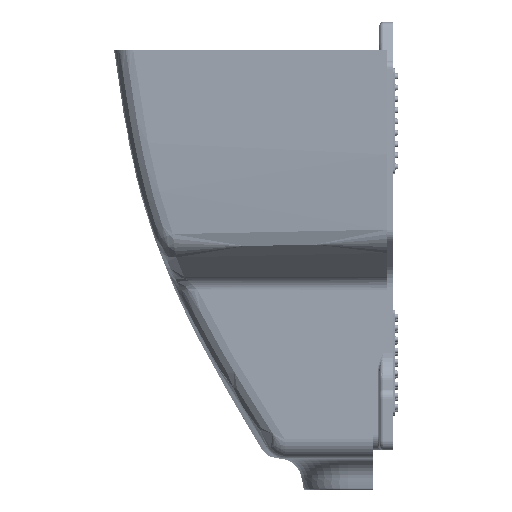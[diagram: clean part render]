
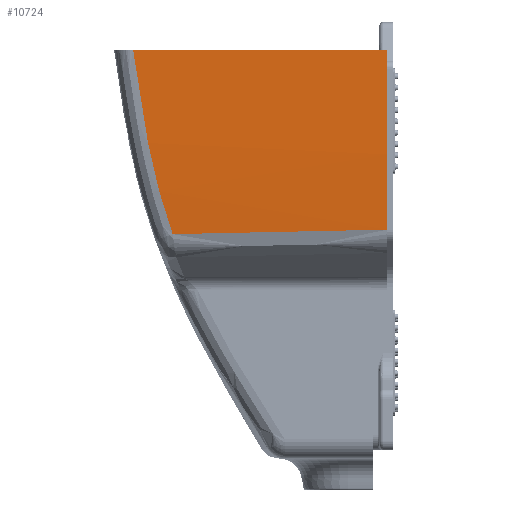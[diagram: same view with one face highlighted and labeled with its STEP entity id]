
A CAD part, left-side view. The second image highlights one B-rep face of the part: STEP entity #10724.
In plain terms, the highlighted free-form (B-spline) face has degree [1, 3] with [2, 5] control points.
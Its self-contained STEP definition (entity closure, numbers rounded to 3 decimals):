
#4538 = CARTESIAN_POINT ( 'NONE',  ( -100., 0., 0. ) ) ;
#5149 = CARTESIAN_POINT ( 'NONE',  ( -119., 0., 210. ) ) ;
#6504 = CARTESIAN_POINT ( 'NONE',  ( -114.446, 116.095, 134.47 ) ) ;
#9148 = CARTESIAN_POINT ( 'NONE',  ( -113.651, 109.887, 115.223 ) ) ;
#10724 = ADVANCED_FACE ( 'NONE', ( #29727 ), #43938, .T. ) ;
#18004 = CARTESIAN_POINT ( 'NONE',  ( -115.103, 69.905, 116.048 ) ) ;
#19778 = CARTESIAN_POINT ( 'NONE',  ( -116.921, 19.971, 117.084 ) ) ;
#20642 = ORIENTED_EDGE ( 'NONE', *, *, #63792, .F. ) ;
#29727 = FACE_OUTER_BOUND ( 'NONE', #94216, .T. ) ;
#32006 = EDGE_CURVE ( 'NONE', #147277, #63301, #174007, .T. ) ;
#33387 = ORIENTED_EDGE ( 'NONE', *, *, #32006, .T. ) ;
#36385 = DIRECTION ( 'NONE',  ( -0.035, -0.999, 0. ) ) ;
#36988 = CARTESIAN_POINT ( 'NONE',  ( -114.854, 123.331, 165.977 ) ) ;
#43938 = B_SPLINE_SURFACE_WITH_KNOTS ( 'NONE', 1, 3, ( 
 ( #98793, #139158, #127451, #70994, #71883 ),
 ( #4538, #113979, #168780, #45844, #100582 ) ),
 .UNSPECIFIED., .F., .F., .F.,
 ( 2, 2 ),
 ( 4, 1, 4 ),
 ( 0., 1. ),
 ( 0., 0.563, 1. ),
 .UNSPECIFIED. ) ;
#44062 = CARTESIAN_POINT ( 'NONE',  ( -114.135, 96.554, 115.497 ) ) ;
#45844 = CARTESIAN_POINT ( 'NONE',  ( -119.378, 0., 178.09 ) ) ;
#46705 = CARTESIAN_POINT ( 'NONE',  ( -115.467, 59.914, 116.255 ) ) ;
#50433 = CARTESIAN_POINT ( 'NONE',  ( -114.85, 124.061, 169.963 ) ) ;
#50532 = ORIENTED_EDGE ( 'NONE', *, *, #148922, .T. ) ;
#51320 = CARTESIAN_POINT ( 'NONE',  ( -113.858, 111.278, 119.033 ) ) ;
#59283 = CARTESIAN_POINT ( 'NONE',  ( -113.651, 109.887, 115.223 ) ) ;
#63301 = VERTEX_POINT ( 'NONE', #63754 ) ;
#63754 = CARTESIAN_POINT ( 'NONE',  ( -117.65, 0., 117.5 ) ) ;
#63792 = EDGE_CURVE ( 'NONE', #64397, #102901, #103674, .T. ) ;
#64397 = VERTEX_POINT ( 'NONE', #165089 ) ;
#70994 = CARTESIAN_POINT ( 'NONE',  ( -114.536, 135.543, 178.09 ) ) ;
#71883 = CARTESIAN_POINT ( 'NONE',  ( -114.111, 140., 210. ) ) ;
#74517 = CARTESIAN_POINT ( 'NONE',  ( -117.65, 0., 117.5 ) ) ;
#75598 = CARTESIAN_POINT ( 'NONE',  ( -114.561, 129.102, 201.978 ) ) ;
#77053 = VECTOR ( 'NONE', #36385, 1000. ) ;
#89469 = CARTESIAN_POINT ( 'NONE',  ( -119.738, 0., 147.631 ) ) ;
#90837 = CARTESIAN_POINT ( 'NONE',  ( -114.452, 130.237, 210. ) ) ;
#94216 = EDGE_LOOP ( 'NONE', ( #20642, #50532, #33387, #108488 ) ) ;
#98793 = CARTESIAN_POINT ( 'NONE',  ( -100., 55., 0. ) ) ;
#100582 = CARTESIAN_POINT ( 'NONE',  ( -119., 0., 210. ) ) ;
#101428 = CARTESIAN_POINT ( 'NONE',  ( -116.193, 39.943, 116.669 ) ) ;
#102793 = CARTESIAN_POINT ( 'NONE',  ( -114.111, 140., 210. ) ) ;
#102901 = VERTEX_POINT ( 'NONE', #123662 ) ;
#103387 = CARTESIAN_POINT ( 'NONE',  ( -114.785, 126.092, 181.947 ) ) ;
#103674 = LINE ( 'NONE', #102793, #77053 ) ;
#108488 = ORIENTED_EDGE ( 'NONE', *, *, #137711, .T. ) ;
#113088 = CARTESIAN_POINT ( 'NONE',  ( -114.74, 79.897, 115.841 ) ) ;
#113979 = CARTESIAN_POINT ( 'NONE',  ( -107.295, 0., 37.84 ) ) ;
#114590 = CARTESIAN_POINT ( 'NONE',  ( -119.369, 0., 178.815 ) ) ;
#117195 = CARTESIAN_POINT ( 'NONE',  ( -113.651, 109.887, 115.223 ) ) ;
#123662 = CARTESIAN_POINT ( 'NONE',  ( -119., 0., 210. ) ) ;
#127171 = CARTESIAN_POINT ( 'NONE',  ( -117.65, 0., 117.5 ) ) ;
#127451 = CARTESIAN_POINT ( 'NONE',  ( -115.51, 125.336, 105.003 ) ) ;
#129431 = CARTESIAN_POINT ( 'NONE',  ( -114.819, 120.985, 154.065 ) ) ;
#132095 = CARTESIAN_POINT ( 'NONE',  ( -114.815, 125.442, 177.948 ) ) ;
#132974 = CARTESIAN_POINT ( 'NONE',  ( -114.033, 112.571, 122.869 ) ) ;
#137369 = B_SPLINE_CURVE_WITH_KNOTS ( 'NONE', 3,
 ( #90837, #75598, #145580, #103387, #132095, #50433, #36988, #129431, #158160, #6504, #171591, #132974, #51320, #9148 ),
 .UNSPECIFIED., .F., .F.,
 ( 4, 2, 2, 2, 2, 2, 4 ),
 ( 0., 0.024, 0.036, 0.049, 0.073, 0.085, 0.097 ),
 .UNSPECIFIED. ) ;
#137711 = EDGE_CURVE ( 'NONE', #63301, #102901, #161471, .T. ) ;
#139158 = CARTESIAN_POINT ( 'NONE',  ( -105.589, 80.347, 37.84 ) ) ;
#141809 = CARTESIAN_POINT ( 'NONE',  ( -114.377, 89.888, 115.635 ) ) ;
#145580 = CARTESIAN_POINT ( 'NONE',  ( -114.671, 127.962, 193.956 ) ) ;
#147277 = VERTEX_POINT ( 'NONE', #117195 ) ;
#148922 = EDGE_CURVE ( 'NONE', #64397, #147277, #137369, .T. ) ;
#158160 = CARTESIAN_POINT ( 'NONE',  ( -114.729, 119.213, 146.179 ) ) ;
#161471 = B_SPLINE_CURVE_WITH_KNOTS ( 'NONE', 3,
 ( #127171, #89469, #114590, #5149 ),
 .UNSPECIFIED., .F., .F.,
 ( 4, 4 ),
 ( 0.573, 1. ),
 .UNSPECIFIED. ) ;
#165089 = CARTESIAN_POINT ( 'NONE',  ( -114.452, 130.237, 210. ) ) ;
#166995 = CARTESIAN_POINT ( 'NONE',  ( -113.893, 103.221, 115.36 ) ) ;
#168780 = CARTESIAN_POINT ( 'NONE',  ( -120.243, 0., 105.003 ) ) ;
#171591 = CARTESIAN_POINT ( 'NONE',  ( -114.327, 114.979, 130.588 ) ) ;
#174007 = B_SPLINE_CURVE_WITH_KNOTS ( 'NONE', 3,
 ( #59283, #166995, #44062, #141809, #113088, #18004, #46705, #101428, #19778, #74517 ),
 .UNSPECIFIED., .F., .F.,
 ( 4, 3, 3, 4 ),
 ( 0.01, 0.03, 0.06, 0.12 ),
 .UNSPECIFIED. ) ;
